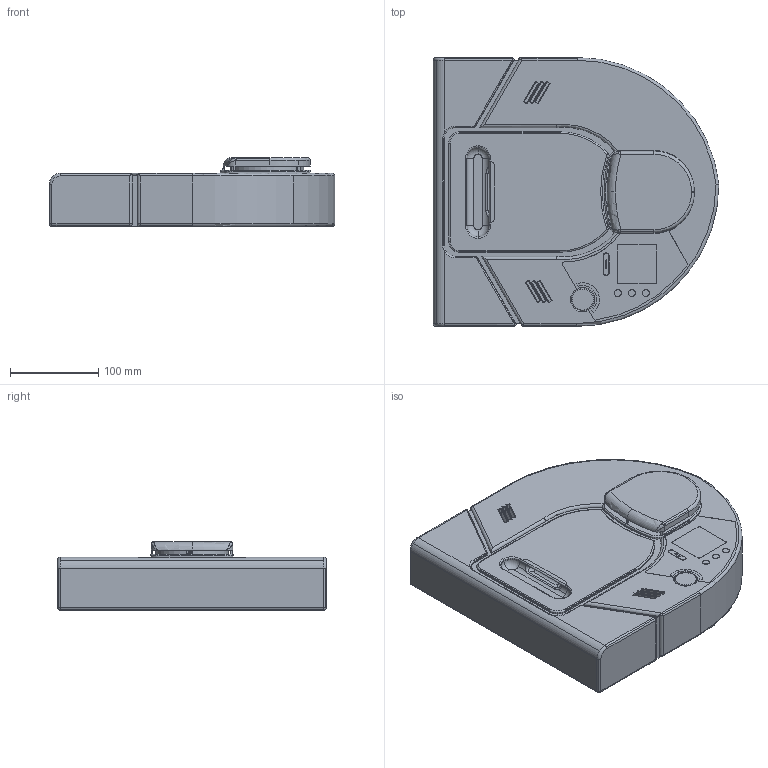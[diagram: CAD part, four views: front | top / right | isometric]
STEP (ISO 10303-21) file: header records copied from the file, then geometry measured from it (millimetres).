
FILE_DESCRIPTION(('STEP AP214'),'1');
FILE_NAME(' ',' ',(' '),(' '),'XStep 1.0',' ',' ');
FILE_SCHEMA(('automotive_design'));
Length unit declared in the file: inch
Products named in the file (16): Part57; Part44; Part35; Part34; Part26; Part7; Part10; Part17; Part19; Part30; Part60; Part52
Bounding box: 323.85 x 304.8 x 77.84 mm (x, y, z)
Volume: 5346964.3 mm3; surface area: 390990.6 mm2
Topology: 16 solids, 16 shells, 513 faces, 1234 edges, 759 vertices
Faces by surface type: cylinder 262, plane 166, torus 65, bspline 10, sphere 10
Entity records: 22404 total; most frequent: CARTESIAN_POINT 5886, DIRECTION 2760, ORIENTED_EDGE 2440, EDGE_CURVE 1220, AXIS2_PLACEMENT_3D 1086, VERTEX_POINT 759, LINE 588, VECTOR 588
